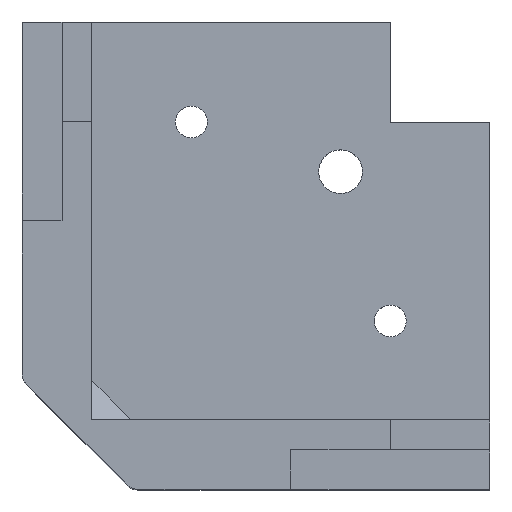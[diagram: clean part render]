
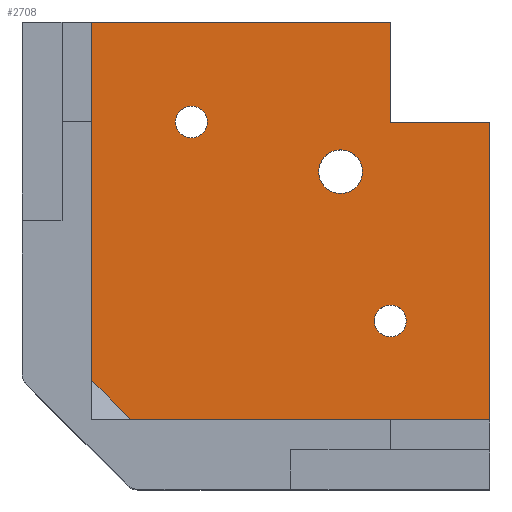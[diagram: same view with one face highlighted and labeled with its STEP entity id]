
A CAD part, top view. The second image highlights one B-rep face of the part: STEP entity #2708.
In plain terms, the highlighted planar face has unit normal (0, 0, 1).
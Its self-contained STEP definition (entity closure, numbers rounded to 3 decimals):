
#39 = CARTESIAN_POINT ( 'NONE',  ( 27., 7., -20. ) ) ;
#43 = EDGE_CURVE ( 'NONE', #149, #1492, #3074, .T. ) ;
#53 = VECTOR ( 'NONE', #2034, 1000. ) ;
#63 = AXIS2_PLACEMENT_3D ( 'NONE', #3550, #3513, #478 ) ;
#102 = VECTOR ( 'NONE', #3079, 1000. ) ;
#131 = VERTEX_POINT ( 'NONE', #2000 ) ;
#149 = VERTEX_POINT ( 'NONE', #3099 ) ;
#183 = EDGE_LOOP ( 'NONE', ( #2874, #3209 ) ) ;
#194 = AXIS2_PLACEMENT_3D ( 'NONE', #2521, #1638, #2745 ) ;
#205 = CARTESIAN_POINT ( 'NONE',  ( 9., 9., -20. ) ) ;
#252 = CARTESIAN_POINT ( 'NONE',  ( 38.6, 17., -20. ) ) ;
#278 = DIRECTION ( 'NONE',  ( 0., 0., -1. ) ) ;
#281 = VERTEX_POINT ( 'NONE', #3148 ) ;
#306 = CARTESIAN_POINT ( 'NONE',  ( 37., 47., -20. ) ) ;
#342 = CARTESIAN_POINT ( 'NONE',  ( 7., 11., -20. ) ) ;
#351 = EDGE_CURVE ( 'NONE', #647, #1559, #2762, .T. ) ;
#360 = DIRECTION ( 'NONE',  ( 0., 0., -1. ) ) ;
#420 = CARTESIAN_POINT ( 'NONE',  ( 32., 29.8, -20. ) ) ;
#471 = EDGE_CURVE ( 'NONE', #1845, #1681, #638, .T. ) ;
#478 = DIRECTION ( 'NONE',  ( -1., 0., 0. ) ) ;
#546 = CARTESIAN_POINT ( 'NONE',  ( 37., 17., -20. ) ) ;
#576 = VECTOR ( 'NONE', #719, 1000. ) ;
#598 = DIRECTION ( 'NONE',  ( 0., 1., 0. ) ) ;
#638 = CIRCLE ( 'NONE', #2171, 2.2 ) ;
#642 = ORIENTED_EDGE ( 'NONE', *, *, #2136, .F. ) ;
#647 = VERTEX_POINT ( 'NONE', #2219 ) ;
#654 = VERTEX_POINT ( 'NONE', #1556 ) ;
#696 = EDGE_LOOP ( 'NONE', ( #1752, #2967 ) ) ;
#719 = DIRECTION ( 'NONE',  ( 0., -1., 0. ) ) ;
#729 = DIRECTION ( 'NONE',  ( -0.707, 0.707, 0. ) ) ;
#813 = ORIENTED_EDGE ( 'NONE', *, *, #1347, .T. ) ;
#821 = VERTEX_POINT ( 'NONE', #2297 ) ;
#832 = EDGE_CURVE ( 'NONE', #1082, #654, #1987, .T. ) ;
#891 = CARTESIAN_POINT ( 'NONE',  ( 27., 37., -20. ) ) ;
#950 = LINE ( 'NONE', #2294, #53 ) ;
#960 = ORIENTED_EDGE ( 'NONE', *, *, #832, .T. ) ;
#983 = EDGE_CURVE ( 'NONE', #281, #821, #3324, .T. ) ;
#1023 = FACE_BOUND ( 'NONE', #183, .T. ) ;
#1027 = EDGE_CURVE ( 'NONE', #3092, #131, #2545, .T. ) ;
#1041 = AXIS2_PLACEMENT_3D ( 'NONE', #2793, #3069, #1967 ) ;
#1049 = EDGE_CURVE ( 'NONE', #1559, #3092, #2329, .T. ) ;
#1082 = VERTEX_POINT ( 'NONE', #3431 ) ;
#1164 = LINE ( 'NONE', #2201, #3273 ) ;
#1182 = VECTOR ( 'NONE', #729, 1000. ) ;
#1191 = CARTESIAN_POINT ( 'NONE',  ( 47., 27., -20. ) ) ;
#1217 = CARTESIAN_POINT ( 'NONE',  ( 7., 7., -20. ) ) ;
#1244 = LINE ( 'NONE', #1191, #576 ) ;
#1347 = EDGE_CURVE ( 'NONE', #821, #3323, #1164, .T. ) ;
#1452 = ORIENTED_EDGE ( 'NONE', *, *, #1049, .F. ) ;
#1492 = VERTEX_POINT ( 'NONE', #252 ) ;
#1554 = FACE_BOUND ( 'NONE', #1844, .T. ) ;
#1556 = CARTESIAN_POINT ( 'NONE',  ( 15.4, 37., -20. ) ) ;
#1559 = VERTEX_POINT ( 'NONE', #3040 ) ;
#1566 = EDGE_CURVE ( 'NONE', #1681, #1845, #3178, .T. ) ;
#1571 = ORIENTED_EDGE ( 'NONE', *, *, #1027, .F. ) ;
#1638 = DIRECTION ( 'NONE',  ( 0., 0., -1. ) ) ;
#1670 = DIRECTION ( 'NONE',  ( -1., 0., 0. ) ) ;
#1681 = VERTEX_POINT ( 'NONE', #420 ) ;
#1719 = CIRCLE ( 'NONE', #2350, 1.6 ) ;
#1746 = ORIENTED_EDGE ( 'NONE', *, *, #1831, .F. ) ;
#1752 = ORIENTED_EDGE ( 'NONE', *, *, #471, .T. ) ;
#1831 = EDGE_CURVE ( 'NONE', #281, #647, #1244, .T. ) ;
#1844 = EDGE_LOOP ( 'NONE', ( #2830, #960 ) ) ;
#1845 = VERTEX_POINT ( 'NONE', #2625 ) ;
#1899 = DIRECTION ( 'NONE',  ( -1., 0., 0. ) ) ;
#1967 = DIRECTION ( 'NONE',  ( -1., 0., 0. ) ) ;
#1987 = CIRCLE ( 'NONE', #2439, 1.6 ) ;
#2000 = CARTESIAN_POINT ( 'NONE',  ( 7., 47., -20. ) ) ;
#2034 = DIRECTION ( 'NONE',  ( 1., 0., 0. ) ) ;
#2110 = FACE_OUTER_BOUND ( 'NONE', #2317, .T. ) ;
#2111 = CARTESIAN_POINT ( 'NONE',  ( 37., 17., -20. ) ) ;
#2136 = EDGE_CURVE ( 'NONE', #131, #3323, #950, .T. ) ;
#2144 = DIRECTION ( 'NONE',  ( 0., 0., -1. ) ) ;
#2171 = AXIS2_PLACEMENT_3D ( 'NONE', #2797, #3089, #3142 ) ;
#2201 = CARTESIAN_POINT ( 'NONE',  ( 37., 7., -20. ) ) ;
#2219 = CARTESIAN_POINT ( 'NONE',  ( 47., 7., -20. ) ) ;
#2294 = CARTESIAN_POINT ( 'NONE',  ( 7., 47., -20. ) ) ;
#2297 = CARTESIAN_POINT ( 'NONE',  ( 37., 37., -20. ) ) ;
#2317 = EDGE_LOOP ( 'NONE', ( #3542, #813, #642, #1571, #1452, #3238, #1746 ) ) ;
#2329 = LINE ( 'NONE', #205, #1182 ) ;
#2350 = AXIS2_PLACEMENT_3D ( 'NONE', #546, #278, #1670 ) ;
#2385 = VECTOR ( 'NONE', #3134, 1000. ) ;
#2424 = FACE_BOUND ( 'NONE', #696, .T. ) ;
#2439 = AXIS2_PLACEMENT_3D ( 'NONE', #2833, #360, #2552 ) ;
#2521 = CARTESIAN_POINT ( 'NONE',  ( 32., 32., -20. ) ) ;
#2545 = LINE ( 'NONE', #1217, #2385 ) ;
#2552 = DIRECTION ( 'NONE',  ( -1., 0., 0. ) ) ;
#2575 = CIRCLE ( 'NONE', #1041, 1.6 ) ;
#2625 = CARTESIAN_POINT ( 'NONE',  ( 32., 34.2, -20. ) ) ;
#2708 = ADVANCED_FACE ( 'NONE', ( #2424, #1023, #1554, #2110 ), #2723, .F. ) ;
#2723 = PLANE ( 'NONE',  #63 ) ;
#2745 = DIRECTION ( 'NONE',  ( -1., 0., 0. ) ) ;
#2762 = LINE ( 'NONE', #39, #3000 ) ;
#2774 = EDGE_CURVE ( 'NONE', #654, #1082, #2575, .T. ) ;
#2793 = CARTESIAN_POINT ( 'NONE',  ( 17., 37., -20. ) ) ;
#2797 = CARTESIAN_POINT ( 'NONE',  ( 32., 32., -20. ) ) ;
#2821 = EDGE_CURVE ( 'NONE', #1492, #149, #1719, .T. ) ;
#2830 = ORIENTED_EDGE ( 'NONE', *, *, #2774, .T. ) ;
#2833 = CARTESIAN_POINT ( 'NONE',  ( 17., 37., -20. ) ) ;
#2874 = ORIENTED_EDGE ( 'NONE', *, *, #43, .T. ) ;
#2967 = ORIENTED_EDGE ( 'NONE', *, *, #1566, .T. ) ;
#3000 = VECTOR ( 'NONE', #1899, 1000. ) ;
#3040 = CARTESIAN_POINT ( 'NONE',  ( 11., 7., -20. ) ) ;
#3069 = DIRECTION ( 'NONE',  ( 0., 0., -1. ) ) ;
#3074 = CIRCLE ( 'NONE', #3429, 1.6 ) ;
#3079 = DIRECTION ( 'NONE',  ( -1., 0., 0. ) ) ;
#3089 = DIRECTION ( 'NONE',  ( 0., 0., -1. ) ) ;
#3092 = VERTEX_POINT ( 'NONE', #342 ) ;
#3099 = CARTESIAN_POINT ( 'NONE',  ( 35.4, 17., -20. ) ) ;
#3134 = DIRECTION ( 'NONE',  ( 0., 1., 0. ) ) ;
#3142 = DIRECTION ( 'NONE',  ( -1., 0., 0. ) ) ;
#3148 = CARTESIAN_POINT ( 'NONE',  ( 47., 37., -20. ) ) ;
#3178 = CIRCLE ( 'NONE', #194, 2.2 ) ;
#3209 = ORIENTED_EDGE ( 'NONE', *, *, #2821, .T. ) ;
#3223 = DIRECTION ( 'NONE',  ( -1., 0., 0. ) ) ;
#3238 = ORIENTED_EDGE ( 'NONE', *, *, #351, .F. ) ;
#3273 = VECTOR ( 'NONE', #598, 1000. ) ;
#3323 = VERTEX_POINT ( 'NONE', #306 ) ;
#3324 = LINE ( 'NONE', #891, #102 ) ;
#3429 = AXIS2_PLACEMENT_3D ( 'NONE', #2111, #2144, #3223 ) ;
#3431 = CARTESIAN_POINT ( 'NONE',  ( 18.6, 37., -20. ) ) ;
#3513 = DIRECTION ( 'NONE',  ( 0., 0., -1. ) ) ;
#3542 = ORIENTED_EDGE ( 'NONE', *, *, #983, .T. ) ;
#3550 = CARTESIAN_POINT ( 'NONE',  ( 27., 7., -20. ) ) ;
